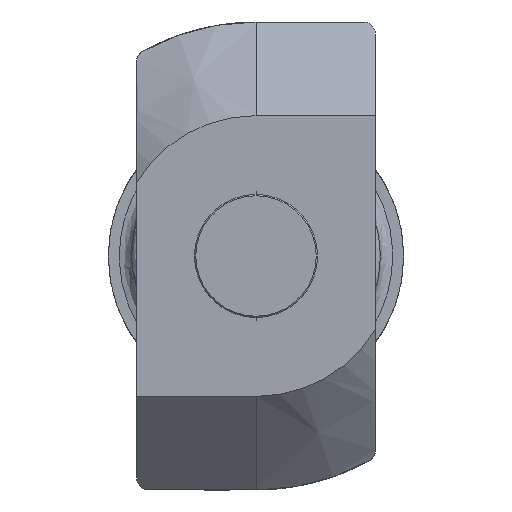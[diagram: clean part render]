
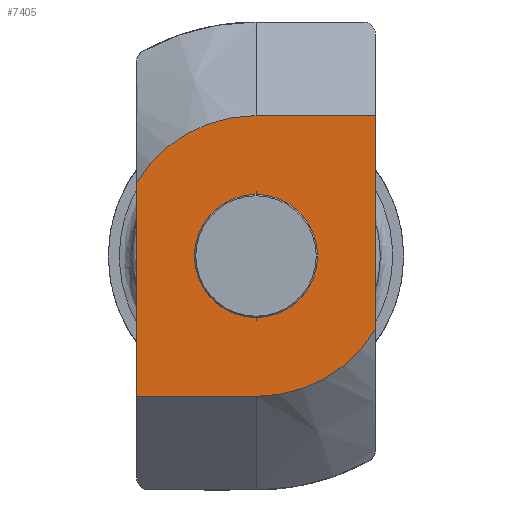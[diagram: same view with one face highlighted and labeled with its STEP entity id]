
A CAD part, front view. The second image highlights one B-rep face of the part: STEP entity #7405.
In plain terms, the highlighted planar face has unit normal (0, -1, 0).
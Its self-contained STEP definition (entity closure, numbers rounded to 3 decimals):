
#242 = EDGE_CURVE ( 'NONE', #5835, #1629, #7098, .T. ) ;
#292 = CARTESIAN_POINT ( 'NONE',  ( 0., -10., -5.7 ) ) ;
#359 = ORIENTED_EDGE ( 'NONE', *, *, #6016, .F. ) ;
#366 = EDGE_CURVE ( 'NONE', #3256, #4224, #1480, .T. ) ;
#487 = DIRECTION ( 'NONE',  ( 0., 1., 0. ) ) ;
#675 = LINE ( 'NONE', #6651, #3595 ) ;
#865 = ORIENTED_EDGE ( 'NONE', *, *, #366, .F. ) ;
#938 = DIRECTION ( 'NONE',  ( 0., 0., 1. ) ) ;
#1322 = EDGE_CURVE ( 'NONE', #2929, #3628, #4012, .T. ) ;
#1436 = VECTOR ( 'NONE', #6300, 1000. ) ;
#1480 = CIRCLE ( 'NONE', #2136, 5.7 ) ;
#1629 = VERTEX_POINT ( 'NONE', #4478 ) ;
#1775 = EDGE_LOOP ( 'NONE', ( #5141, #2457 ) ) ;
#2136 = AXIS2_PLACEMENT_3D ( 'NONE', #4817, #4967, #5259 ) ;
#2457 = ORIENTED_EDGE ( 'NONE', *, *, #6071, .F. ) ;
#2545 = ORIENTED_EDGE ( 'NONE', *, *, #3997, .T. ) ;
#2613 = CARTESIAN_POINT ( 'NONE',  ( 0., -10., -2.5 ) ) ;
#2652 = VERTEX_POINT ( 'NONE', #7174 ) ;
#2745 = LINE ( 'NONE', #5744, #4295 ) ;
#2857 = FACE_BOUND ( 'NONE', #1775, .T. ) ;
#2929 = VERTEX_POINT ( 'NONE', #4646 ) ;
#2978 = DIRECTION ( 'NONE',  ( 0., -1., 0. ) ) ;
#3062 = AXIS2_PLACEMENT_3D ( 'NONE', #5961, #5507, #5411 ) ;
#3228 = DIRECTION ( 'NONE',  ( 0., -1., 0. ) ) ;
#3256 = VERTEX_POINT ( 'NONE', #3486 ) ;
#3472 = DIRECTION ( 'NONE',  ( 0., 0., 1. ) ) ;
#3486 = CARTESIAN_POINT ( 'NONE',  ( 4.85, -10., -2.995 ) ) ;
#3595 = VECTOR ( 'NONE', #938, 1000. ) ;
#3628 = VERTEX_POINT ( 'NONE', #2613 ) ;
#3843 = EDGE_CURVE ( 'NONE', #1629, #2652, #4943, .T. ) ;
#3891 = LINE ( 'NONE', #6321, #1436 ) ;
#3958 = PLANE ( 'NONE',  #6999 ) ;
#3977 = CARTESIAN_POINT ( 'NONE',  ( 0., -10., 0. ) ) ;
#3997 = EDGE_CURVE ( 'NONE', #4365, #2652, #2745, .T. ) ;
#4012 = CIRCLE ( 'NONE', #6502, 2.5 ) ;
#4103 = CARTESIAN_POINT ( 'NONE',  ( -4.85, -10., -5.7 ) ) ;
#4224 = VERTEX_POINT ( 'NONE', #292 ) ;
#4295 = VECTOR ( 'NONE', #5769, 1000. ) ;
#4365 = VERTEX_POINT ( 'NONE', #7041 ) ;
#4478 = CARTESIAN_POINT ( 'NONE',  ( -4.85, -10., 2.995 ) ) ;
#4552 = DIRECTION ( 'NONE',  ( 0., 0., 1. ) ) ;
#4646 = CARTESIAN_POINT ( 'NONE',  ( 0., -10., 2.5 ) ) ;
#4817 = CARTESIAN_POINT ( 'NONE',  ( 0., -10., 0. ) ) ;
#4943 = CIRCLE ( 'NONE', #3062, 5.7 ) ;
#4967 = DIRECTION ( 'NONE',  ( 0., 1., 0. ) ) ;
#5141 = ORIENTED_EDGE ( 'NONE', *, *, #1322, .F. ) ;
#5259 = DIRECTION ( 'NONE',  ( 0., 0., 1. ) ) ;
#5298 = DIRECTION ( 'NONE',  ( 0., 0., 1. ) ) ;
#5302 = AXIS2_PLACEMENT_3D ( 'NONE', #6358, #2978, #6945 ) ;
#5411 = DIRECTION ( 'NONE',  ( 0., 0., 1. ) ) ;
#5507 = DIRECTION ( 'NONE',  ( 0., 1., 0. ) ) ;
#5594 = ORIENTED_EDGE ( 'NONE', *, *, #6678, .T. ) ;
#5738 = FACE_OUTER_BOUND ( 'NONE', #6088, .T. ) ;
#5744 = CARTESIAN_POINT ( 'NONE',  ( 0., -10., 5.7 ) ) ;
#5745 = ORIENTED_EDGE ( 'NONE', *, *, #3843, .F. ) ;
#5769 = DIRECTION ( 'NONE',  ( -1., 0., 0. ) ) ;
#5835 = VERTEX_POINT ( 'NONE', #4103 ) ;
#5852 = CIRCLE ( 'NONE', #5302, 2.5 ) ;
#5961 = CARTESIAN_POINT ( 'NONE',  ( 0., -10., 0. ) ) ;
#6016 = EDGE_CURVE ( 'NONE', #4224, #5835, #3891, .T. ) ;
#6071 = EDGE_CURVE ( 'NONE', #3628, #2929, #5852, .T. ) ;
#6088 = EDGE_LOOP ( 'NONE', ( #865, #5594, #2545, #5745, #6686, #359 ) ) ;
#6300 = DIRECTION ( 'NONE',  ( -1., 0., 0. ) ) ;
#6321 = CARTESIAN_POINT ( 'NONE',  ( 0., -10., -5.7 ) ) ;
#6358 = CARTESIAN_POINT ( 'NONE',  ( 0., -10., 0. ) ) ;
#6502 = AXIS2_PLACEMENT_3D ( 'NONE', #7254, #3228, #5298 ) ;
#6651 = CARTESIAN_POINT ( 'NONE',  ( 4.85, -10., 9.5 ) ) ;
#6678 = EDGE_CURVE ( 'NONE', #3256, #4365, #675, .T. ) ;
#6686 = ORIENTED_EDGE ( 'NONE', *, *, #242, .F. ) ;
#6863 = CARTESIAN_POINT ( 'NONE',  ( -4.85, -10., 0. ) ) ;
#6924 = VECTOR ( 'NONE', #3472, 1000. ) ;
#6945 = DIRECTION ( 'NONE',  ( 0., 0., 1. ) ) ;
#6999 = AXIS2_PLACEMENT_3D ( 'NONE', #3977, #487, #4552 ) ;
#7041 = CARTESIAN_POINT ( 'NONE',  ( 4.85, -10., 5.7 ) ) ;
#7098 = LINE ( 'NONE', #6863, #6924 ) ;
#7174 = CARTESIAN_POINT ( 'NONE',  ( 0., -10., 5.7 ) ) ;
#7254 = CARTESIAN_POINT ( 'NONE',  ( 0., -10., 0. ) ) ;
#7405 = ADVANCED_FACE ( 'NONE', ( #5738, #2857 ), #3958, .F. ) ;
